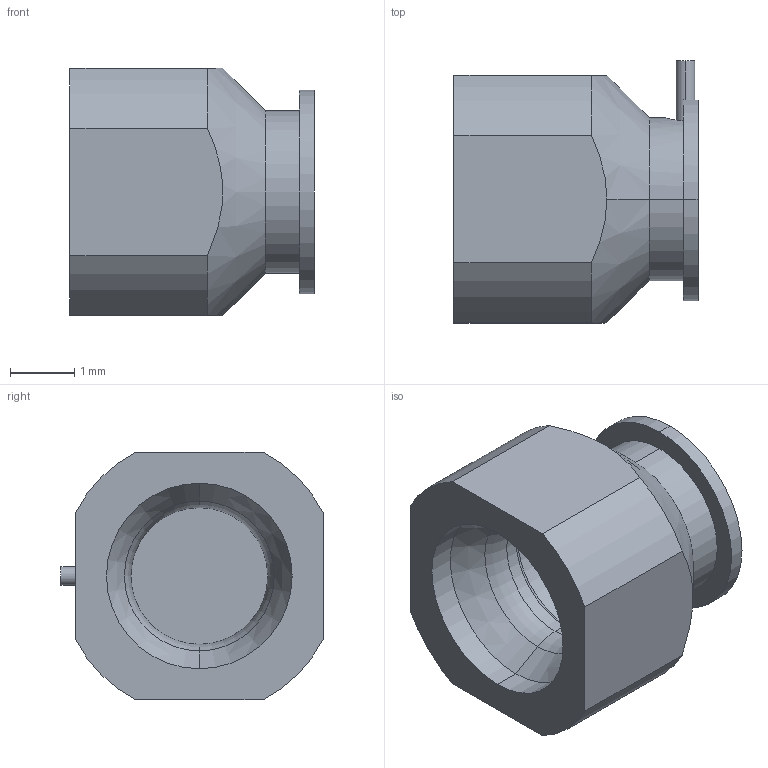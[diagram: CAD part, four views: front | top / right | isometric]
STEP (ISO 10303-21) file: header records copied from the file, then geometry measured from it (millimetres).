
FILE_DESCRIPTION (( 'STEP AP203' ), '1' );
FILE_NAME ('3287-6100.STEP', '2015-05-05T11:29:06', ( '' ), ( '' ), 'SwSTEP 2.0', 'SolidWorks 2014', '' );
FILE_SCHEMA (( 'CONFIG_CONTROL_DESIGN' ));
Length unit declared in the file: inch
Products named in the file (1): 3287-6100
Bounding box: 3.81 x 4.09 x 3.86 mm (x, y, z)
Surface area: 105.2 mm2 (no closed solid volume)
Topology: 0 solids, 4 shells, 56 faces, 149 edges, 95 vertices
Faces by surface type: cylinder 27, plane 14, cone 11, torus 4
Entity records: 1868 total; most frequent: CARTESIAN_POINT 395, DIRECTION 312, ORIENTED_EDGE 272, EDGE_CURVE 147, AXIS2_PLACEMENT_3D 124, VERTEX_POINT 95, CIRCLE 67, LINE 64
